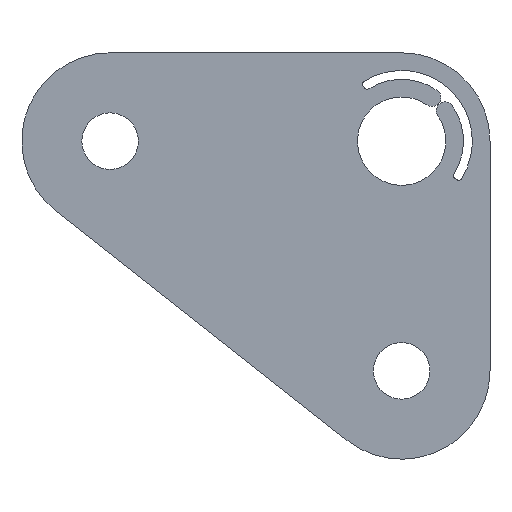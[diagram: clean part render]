
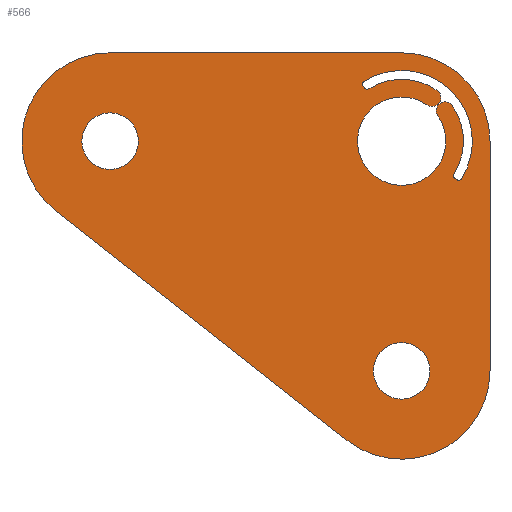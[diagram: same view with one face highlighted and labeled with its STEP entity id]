
A CAD part, front view. The second image highlights one B-rep face of the part: STEP entity #566.
In plain terms, the highlighted planar face has unit normal (0, -1, 0).
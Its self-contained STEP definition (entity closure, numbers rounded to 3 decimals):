
#28=FACE_BOUND('',#83,.T.);
#29=FACE_BOUND('',#84,.T.);
#30=FACE_BOUND('',#85,.T.);
#34=PLANE('',#640);
#45=FACE_OUTER_BOUND('',#82,.T.);
#82=EDGE_LOOP('',(#414,#415,#416,#417,#418,#419));
#83=EDGE_LOOP('',(#420));
#84=EDGE_LOOP('',(#421));
#85=EDGE_LOOP('',(#422,#423,#424,#425,#426,#427,#428,#429,#430,#431,#432,
#433));
#118=LINE('',#901,#162);
#124=LINE('',#944,#168);
#126=LINE('',#948,#170);
#127=LINE('',#960,#171);
#128=LINE('',#968,#172);
#162=VECTOR('',#706,1000.);
#168=VECTOR('',#748,1000.);
#170=VECTOR('',#752,1000.);
#171=VECTOR('',#763,1000.);
#172=VECTOR('',#770,1000.);
#203=CIRCLE('',#620,5.);
#218=CIRCLE('',#638,5.);
#219=CIRCLE('',#641,5.);
#220=CIRCLE('',#642,1.6);
#221=CIRCLE('',#643,1.6);
#222=CIRCLE('',#644,3.5);
#223=CIRCLE('',#645,0.2);
#224=CIRCLE('',#646,0.2);
#225=CIRCLE('',#647,4.);
#226=CIRCLE('',#648,0.2);
#227=CIRCLE('',#649,0.2);
#228=CIRCLE('',#650,3.5);
#229=CIRCLE('',#651,0.5);
#230=CIRCLE('',#652,2.5);
#231=CIRCLE('',#653,0.5);
#244=VERTEX_POINT('',#891);
#245=VERTEX_POINT('',#893);
#247=VERTEX_POINT('',#899);
#265=VERTEX_POINT('',#939);
#266=VERTEX_POINT('',#943);
#267=VERTEX_POINT('',#947);
#268=VERTEX_POINT('',#950);
#269=VERTEX_POINT('',#952);
#270=VERTEX_POINT('',#954);
#271=VERTEX_POINT('',#955);
#272=VERTEX_POINT('',#957);
#273=VERTEX_POINT('',#959);
#274=VERTEX_POINT('',#961);
#275=VERTEX_POINT('',#963);
#276=VERTEX_POINT('',#965);
#277=VERTEX_POINT('',#967);
#278=VERTEX_POINT('',#969);
#279=VERTEX_POINT('',#971);
#280=VERTEX_POINT('',#973);
#281=VERTEX_POINT('',#975);
#296=EDGE_CURVE('',#244,#245,#203,.T.);
#300=EDGE_CURVE('',#244,#247,#118,.T.);
#320=EDGE_CURVE('',#265,#247,#218,.T.);
#321=EDGE_CURVE('',#266,#245,#124,.T.);
#323=EDGE_CURVE('',#265,#267,#126,.T.);
#324=EDGE_CURVE('',#266,#267,#219,.T.);
#325=EDGE_CURVE('',#268,#268,#220,.T.);
#326=EDGE_CURVE('',#269,#269,#221,.T.);
#327=EDGE_CURVE('',#270,#271,#222,.T.);
#328=EDGE_CURVE('',#272,#270,#223,.T.);
#329=EDGE_CURVE('',#273,#272,#127,.T.);
#330=EDGE_CURVE('',#274,#273,#224,.T.);
#331=EDGE_CURVE('',#275,#274,#225,.T.);
#332=EDGE_CURVE('',#276,#275,#226,.T.);
#333=EDGE_CURVE('',#277,#276,#128,.T.);
#334=EDGE_CURVE('',#278,#277,#227,.T.);
#335=EDGE_CURVE('',#279,#278,#228,.T.);
#336=EDGE_CURVE('',#280,#279,#229,.T.);
#337=EDGE_CURVE('',#281,#280,#230,.T.);
#338=EDGE_CURVE('',#271,#281,#231,.T.);
#414=ORIENTED_EDGE('',*,*,#296,.F.);
#415=ORIENTED_EDGE('',*,*,#300,.T.);
#416=ORIENTED_EDGE('',*,*,#320,.F.);
#417=ORIENTED_EDGE('',*,*,#323,.T.);
#418=ORIENTED_EDGE('',*,*,#324,.F.);
#419=ORIENTED_EDGE('',*,*,#321,.T.);
#420=ORIENTED_EDGE('',*,*,#325,.T.);
#421=ORIENTED_EDGE('',*,*,#326,.T.);
#422=ORIENTED_EDGE('',*,*,#327,.F.);
#423=ORIENTED_EDGE('',*,*,#328,.F.);
#424=ORIENTED_EDGE('',*,*,#329,.F.);
#425=ORIENTED_EDGE('',*,*,#330,.F.);
#426=ORIENTED_EDGE('',*,*,#331,.F.);
#427=ORIENTED_EDGE('',*,*,#332,.F.);
#428=ORIENTED_EDGE('',*,*,#333,.F.);
#429=ORIENTED_EDGE('',*,*,#334,.F.);
#430=ORIENTED_EDGE('',*,*,#335,.F.);
#431=ORIENTED_EDGE('',*,*,#336,.F.);
#432=ORIENTED_EDGE('',*,*,#337,.F.);
#433=ORIENTED_EDGE('',*,*,#338,.F.);
#566=ADVANCED_FACE('',(#45,#28,#29,#30),#34,.F.);
#620=AXIS2_PLACEMENT_3D('',#894,#699,#700);
#638=AXIS2_PLACEMENT_3D('',#941,#744,#745);
#640=AXIS2_PLACEMENT_3D('',#946,#750,#751);
#641=AXIS2_PLACEMENT_3D('',#949,#753,#754);
#642=AXIS2_PLACEMENT_3D('',#951,#755,#756);
#643=AXIS2_PLACEMENT_3D('',#953,#757,#758);
#644=AXIS2_PLACEMENT_3D('',#956,#759,#760);
#645=AXIS2_PLACEMENT_3D('',#958,#761,#762);
#646=AXIS2_PLACEMENT_3D('',#962,#764,#765);
#647=AXIS2_PLACEMENT_3D('',#964,#766,#767);
#648=AXIS2_PLACEMENT_3D('',#966,#768,#769);
#649=AXIS2_PLACEMENT_3D('',#970,#771,#772);
#650=AXIS2_PLACEMENT_3D('',#972,#773,#774);
#651=AXIS2_PLACEMENT_3D('',#974,#775,#776);
#652=AXIS2_PLACEMENT_3D('',#976,#777,#778);
#653=AXIS2_PLACEMENT_3D('',#977,#779,#780);
#699=DIRECTION('center_axis',(0.,1.,0.));
#700=DIRECTION('ref_axis',(0.437,0.,-0.9));
#706=DIRECTION('',(0.,0.,1.));
#744=DIRECTION('center_axis',(0.,1.,0.));
#745=DIRECTION('ref_axis',(0.707,0.,0.707));
#748=DIRECTION('',(0.785,0.,-0.619));
#750=DIRECTION('center_axis',(0.,1.,0.));
#751=DIRECTION('ref_axis',(0.,0.,1.));
#752=DIRECTION('',(-1.,0.,0.));
#753=DIRECTION('center_axis',(0.,1.,0.));
#754=DIRECTION('ref_axis',(0.,0.,1.));
#755=DIRECTION('center_axis',(0.,1.,0.));
#756=DIRECTION('ref_axis',(0.,0.,-1.));
#757=DIRECTION('center_axis',(0.,1.,0.));
#758=DIRECTION('ref_axis',(0.,0.,-1.));
#759=DIRECTION('center_axis',(0.,1.,0.));
#760=DIRECTION('ref_axis',(0.,0.,1.));
#761=DIRECTION('center_axis',(0.,-1.,0.));
#762=DIRECTION('ref_axis',(0.,0.,1.));
#763=DIRECTION('',(0.574,0.,-0.819));
#764=DIRECTION('center_axis',(0.,-1.,0.));
#765=DIRECTION('ref_axis',(0.,0.,1.));
#766=DIRECTION('center_axis',(0.,-1.,0.));
#767=DIRECTION('ref_axis',(0.,0.,1.));
#768=DIRECTION('center_axis',(0.,-1.,0.));
#769=DIRECTION('ref_axis',(0.,0.,1.));
#770=DIRECTION('',(0.819,0.,-0.574));
#771=DIRECTION('center_axis',(0.,-1.,0.));
#772=DIRECTION('ref_axis',(0.,0.,1.));
#773=DIRECTION('center_axis',(0.,1.,0.));
#774=DIRECTION('ref_axis',(0.,0.,1.));
#775=DIRECTION('center_axis',(0.,1.,0.));
#776=DIRECTION('ref_axis',(0.,0.,1.));
#777=DIRECTION('center_axis',(0.,-1.,0.));
#778=DIRECTION('ref_axis',(0.,0.,1.));
#779=DIRECTION('center_axis',(0.,1.,0.));
#780=DIRECTION('ref_axis',(0.,0.,1.));
#891=CARTESIAN_POINT('',(-5.,1.8,-13.));
#893=CARTESIAN_POINT('',(-13.094,1.8,-16.927));
#894=CARTESIAN_POINT('Origin',(-10.,1.8,-13.));
#899=CARTESIAN_POINT('',(-5.,1.8,0.));
#901=CARTESIAN_POINT('',(-5.,1.8,-23.305));
#939=CARTESIAN_POINT('',(-10.,1.8,5.));
#941=CARTESIAN_POINT('Origin',(-10.,1.8,0.));
#943=CARTESIAN_POINT('',(-29.594,1.8,-3.927));
#944=CARTESIAN_POINT('',(-40.925,1.8,5.));
#946=CARTESIAN_POINT('Origin',(-10.,1.8,0.));
#947=CARTESIAN_POINT('',(-26.5,1.8,5.));
#948=CARTESIAN_POINT('',(-5.,1.8,5.));
#949=CARTESIAN_POINT('Origin',(-26.5,1.8,0.));
#950=CARTESIAN_POINT('',(-10.,1.8,-11.4));
#951=CARTESIAN_POINT('Origin',(-10.,1.8,-13.));
#952=CARTESIAN_POINT('',(-26.5,1.8,1.6));
#953=CARTESIAN_POINT('Origin',(-26.5,1.8,0.));
#954=CARTESIAN_POINT('',(-11.85,1.8,2.971));
#955=CARTESIAN_POINT('',(-7.992,1.8,2.867));
#956=CARTESIAN_POINT('Origin',(-10.,1.8,0.));
#957=CARTESIAN_POINT('',(-12.119,1.8,3.026));
#958=CARTESIAN_POINT('Origin',(-11.955,1.8,3.141));
#959=CARTESIAN_POINT('',(-12.177,1.8,3.108));
#960=CARTESIAN_POINT('',(-10.,1.8,0.));
#961=CARTESIAN_POINT('',(-12.119,1.8,3.393));
#962=CARTESIAN_POINT('Origin',(-12.013,1.8,3.223));
#963=CARTESIAN_POINT('',(-6.607,1.8,-2.119));
#964=CARTESIAN_POINT('Origin',(-10.,1.8,0.));
#965=CARTESIAN_POINT('',(-6.892,1.8,-2.177));
#966=CARTESIAN_POINT('Origin',(-6.777,1.8,-2.013));
#967=CARTESIAN_POINT('',(-6.974,1.8,-2.119));
#968=CARTESIAN_POINT('',(-10.,1.8,0.));
#969=CARTESIAN_POINT('',(-7.029,1.8,-1.85));
#970=CARTESIAN_POINT('Origin',(-6.859,1.8,-1.955));
#971=CARTESIAN_POINT('',(-7.133,1.8,2.008));
#972=CARTESIAN_POINT('Origin',(-10.,1.8,0.));
#973=CARTESIAN_POINT('',(-7.952,1.8,1.434));
#974=CARTESIAN_POINT('Origin',(-7.543,1.8,1.721));
#975=CARTESIAN_POINT('',(-8.566,1.8,2.048));
#976=CARTESIAN_POINT('Origin',(-10.,1.8,0.));
#977=CARTESIAN_POINT('Origin',(-8.279,1.8,2.457));
